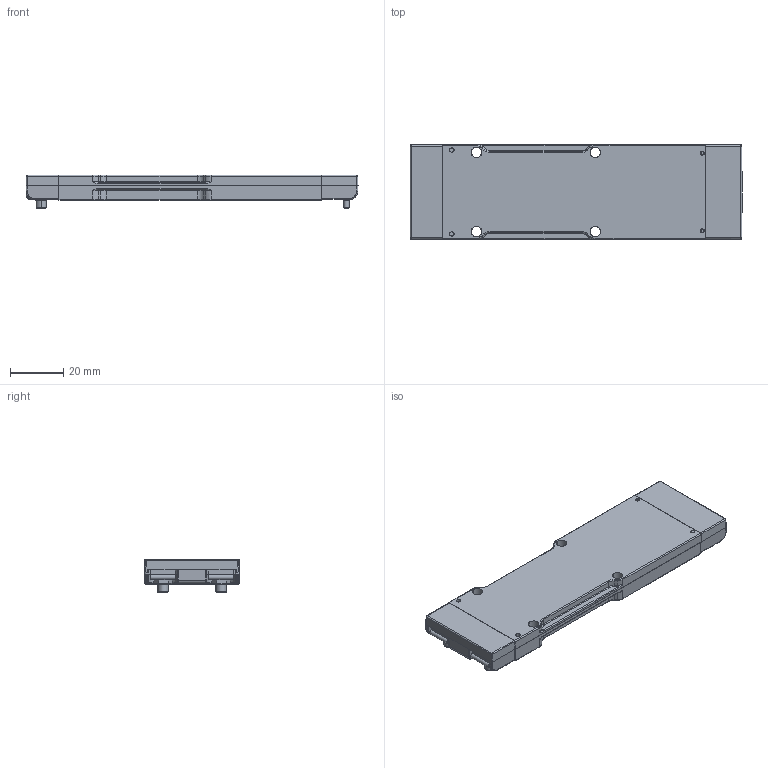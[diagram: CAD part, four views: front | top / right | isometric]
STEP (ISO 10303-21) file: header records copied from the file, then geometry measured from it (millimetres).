
FILE_DESCRIPTION (( 'STEP AP214' ), '1' );
FILE_NAME ('VIA_4914_shortpin_without_comm.STEP', '2020-12-08T21:11:32', ( '' ), ( '' ), 'SwSTEP 2.0', 'SolidWorks 2017', '' );
FILE_SCHEMA (( 'AUTOMOTIVE_DESIGN' ));
Length unit declared in the file: millimetre
Products named in the file (1): VIA_4914_shortpin_without_comm
Bounding box: 124.75 x 35.54 x 12.64 mm (x, y, z)
Volume: 38287.1 mm3; surface area: 24936.4 mm2
Topology: 16 solids, 20 shells, 1079 faces, 2856 edges, 1841 vertices
Faces by surface type: cylinder 404, plane 366, bspline 174, cone 135
Entity records: 73011 total; most frequent: CARTESIAN_POINT 36300, ORIENTED_EDGE 5712, DIRECTION 4620, EDGE_CURVE 2856, VERTEX_POINT 1841, AXIS2_PLACEMENT_3D 1614, LINE 1392, VECTOR 1392
